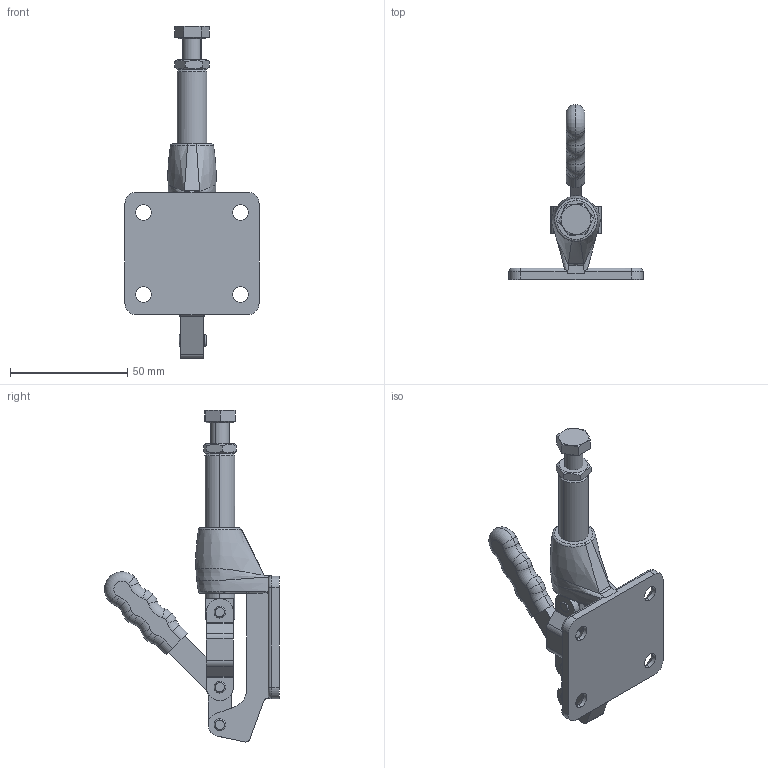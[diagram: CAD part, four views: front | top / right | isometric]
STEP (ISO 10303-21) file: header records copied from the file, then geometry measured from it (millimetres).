
FILE_DESCRIPTION (( 'STEP AP203' ), '1' );
FILE_NAME ('HS-304-CM 装配体.STEP', '2018-12-07T05:49:25', ( 'PCOS' ), ( '微软中国' ), 'SwSTEP 2.0', 'SolidWorks 2012', '' );
FILE_SCHEMA (( 'CONFIG_CONTROL_DESIGN' ));
Length unit declared in the file: millimetre
Products named in the file (9): HS-304-CM 蚾饜极; hex thin nuts-grades ab-chamfered gb_GB_FASTENER_NUT_STNAB M8-N; hexagon head bolts-full thread gb_GB_FASTENER_BOLT_STBAB A M8X40-C; 挴裝; 种1; 忒梟; 忒參; 蟀裝; 菁釱
Assembly tree (11 placements, depth 2):
  HS-304-CM 蚾饜极
    菁釱
    蟀裝  x2
    忒參
    忒梟
    种1  x3
    挴裝
    hexagon head bolts-full thread gb_GB_FASTENER_BOLT_STBAB A M8X40-C
    hex thin nuts-grades ab-chamfered gb_GB_FASTENER_NUT_STNAB M8-N
Bounding box: 57.2 x 74.59 x 141.65 mm (x, y, z)
Volume: 46432.5 mm3; surface area: 24714.8 mm2
Topology: 11 solids, 11 shells, 696 faces, 1791 edges, 1152 vertices
Faces by surface type: plane 340, bspline 152, cylinder 118, torus 54, cone 32
Entity records: 27610 total; most frequent: CARTESIAN_POINT 11738, ORIENTED_EDGE 3330, DIRECTION 2651, EDGE_CURVE 1665, VERTEX_POINT 1080, VECTOR 953, LINE 953, AXIS2_PLACEMENT_3D 849
